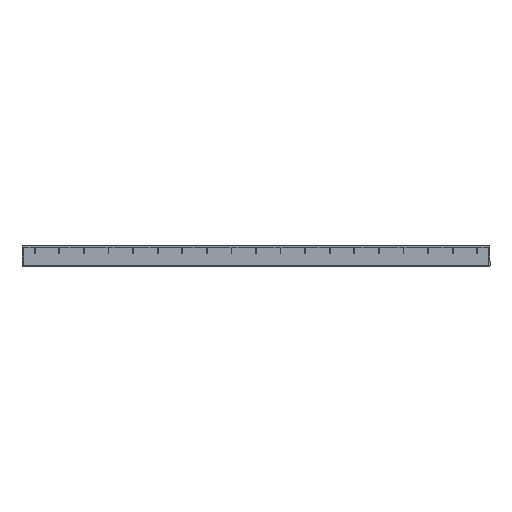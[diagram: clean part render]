
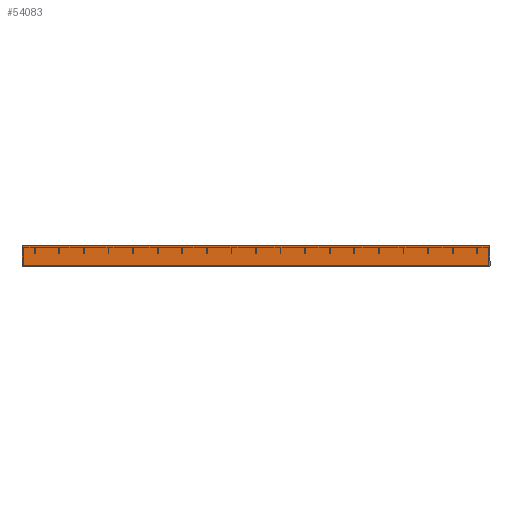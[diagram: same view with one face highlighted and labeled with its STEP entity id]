
A CAD part, top view. The second image highlights one B-rep face of the part: STEP entity #54083.
In plain terms, the highlighted planar face has unit normal (0, 0, 1).
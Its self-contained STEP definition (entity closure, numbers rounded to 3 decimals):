
#295 = VECTOR ( 'NONE', #51361, 1000. ) ;
#1958 = VERTEX_POINT ( 'NONE', #33897 ) ;
#2422 = CARTESIAN_POINT ( 'NONE',  ( 590., -12.5, 0. ) ) ;
#3490 = ORIENTED_EDGE ( 'NONE', *, *, #41295, .F. ) ;
#3820 = ORIENTED_EDGE ( 'NONE', *, *, #55562, .F. ) ;
#11862 = PLANE ( 'NONE',  #50937 ) ;
#14395 = DIRECTION ( 'NONE',  ( -1., 0., 0. ) ) ;
#16150 = CARTESIAN_POINT ( 'NONE',  ( 0., 4.167, 0. ) ) ;
#16280 = DIRECTION ( 'NONE',  ( -1., 0., 0. ) ) ;
#16629 = VERTEX_POINT ( 'NONE', #58678 ) ;
#17294 = EDGE_CURVE ( 'NONE', #35943, #16629, #38603, .T. ) ;
#21634 = VECTOR ( 'NONE', #16280, 1000. ) ;
#21917 = FACE_OUTER_BOUND ( 'NONE', #52854, .T. ) ;
#22974 = CARTESIAN_POINT ( 'NONE',  ( 590., 12.5, 0. ) ) ;
#28526 = DIRECTION ( 'NONE',  ( 0., 0., -1. ) ) ;
#30087 = CARTESIAN_POINT ( 'NONE',  ( 0., -12.5, 0. ) ) ;
#32492 = CARTESIAN_POINT ( 'NONE',  ( 590., -12.5, 0. ) ) ;
#33897 = CARTESIAN_POINT ( 'NONE',  ( 590., 12.5, 0. ) ) ;
#34099 = DIRECTION ( 'NONE',  ( 0., 1., 0. ) ) ;
#35943 = VERTEX_POINT ( 'NONE', #30087 ) ;
#38603 = B_SPLINE_CURVE_WITH_KNOTS ( 'NONE', 3,
 ( #71727, #54693, #16150, #43780 ),
 .UNSPECIFIED., .F., .F.,
 ( 4, 4 ),
 ( 0., 1. ),
 .UNSPECIFIED. ) ;
#39283 = VECTOR ( 'NONE', #14395, 1000. ) ;
#39980 = CARTESIAN_POINT ( 'NONE',  ( 590., 12.5, 0. ) ) ;
#41041 = LINE ( 'NONE', #39980, #295 ) ;
#41295 = EDGE_CURVE ( 'NONE', #1958, #68025, #41041, .T. ) ;
#41740 = ORIENTED_EDGE ( 'NONE', *, *, #70547, .T. ) ;
#42022 = CARTESIAN_POINT ( 'NONE',  ( 590., 12.5, 0. ) ) ;
#43780 = CARTESIAN_POINT ( 'NONE',  ( 0., 12.5, 0. ) ) ;
#45307 = LINE ( 'NONE', #42022, #39283 ) ;
#50937 = AXIS2_PLACEMENT_3D ( 'NONE', #22974, #28526, #34099 ) ;
#51361 = DIRECTION ( 'NONE',  ( 0., -1., 0. ) ) ;
#52854 = EDGE_LOOP ( 'NONE', ( #41740, #53634, #3820, #3490 ) ) ;
#53634 = ORIENTED_EDGE ( 'NONE', *, *, #17294, .F. ) ;
#54083 = ADVANCED_FACE ( 'NONE', ( #21917 ), #11862, .F. ) ;
#54693 = CARTESIAN_POINT ( 'NONE',  ( 0., -4.167, 0. ) ) ;
#55562 = EDGE_CURVE ( 'NONE', #68025, #35943, #58112, .T. ) ;
#58112 = LINE ( 'NONE', #32492, #21634 ) ;
#58678 = CARTESIAN_POINT ( 'NONE',  ( 0., 12.5, 0. ) ) ;
#68025 = VERTEX_POINT ( 'NONE', #2422 ) ;
#70547 = EDGE_CURVE ( 'NONE', #1958, #16629, #45307, .T. ) ;
#71727 = CARTESIAN_POINT ( 'NONE',  ( 0., -12.5, 0. ) ) ;
